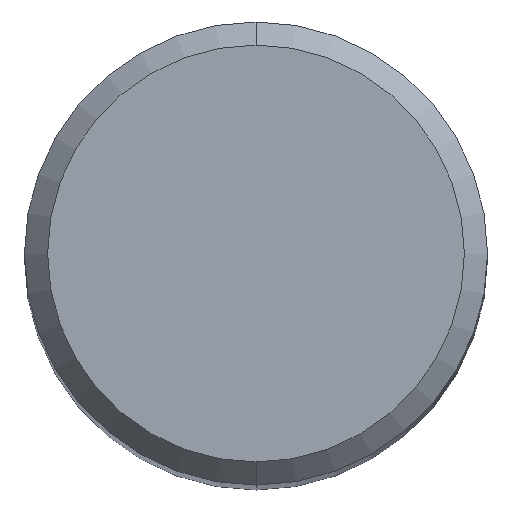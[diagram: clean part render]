
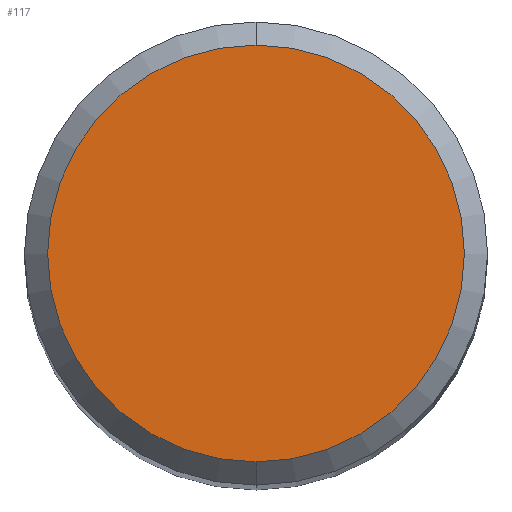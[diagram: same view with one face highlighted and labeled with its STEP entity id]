
A CAD part, top view. The second image highlights one B-rep face of the part: STEP entity #117.
In plain terms, the highlighted planar face has unit normal (0, 0, 1).
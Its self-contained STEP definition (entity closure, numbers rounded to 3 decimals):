
#117=ADVANCED_FACE('',(#271),#272,.T.);
#159=VERTEX_POINT('',#322);
#193=VERTEX_POINT('',#356);
#207=EDGE_CURVE('',#159,#193,#374,.T.);
#227=EDGE_CURVE('',#193,#159,#395,.T.);
#271=FACE_OUTER_BOUND('',#437,.T.);
#272=PLANE('',#438);
#322=CARTESIAN_POINT('',(0.,-3.6,0.0));
#356=CARTESIAN_POINT('',(0.0,3.6,0.0));
#374=CIRCLE('',#568,3.6);
#395=CIRCLE('',#597,3.6);
#437=EDGE_LOOP('',(#634,#635));
#438=AXIS2_PLACEMENT_3D('',#636,#637,#638);
#568=AXIS2_PLACEMENT_3D('',#769,#770,#771);
#597=AXIS2_PLACEMENT_3D('',#790,#791,#792);
#634=ORIENTED_EDGE('',*,*,#227,.F.);
#635=ORIENTED_EDGE('',*,*,#207,.F.);
#636=CARTESIAN_POINT('',(0.0,1.8,0.0));
#637=DIRECTION('',(-0.0,0.0,1.0));
#638=DIRECTION('',(0.0,-1.0,0.0));
#769=CARTESIAN_POINT('',(0.0,0.0,0.0));
#770=DIRECTION('',(0.0,0.0,-1.0));
#771=DIRECTION('',(0.0,1.0,0.0));
#790=CARTESIAN_POINT('',(0.0,0.0,0.0));
#791=DIRECTION('',(0.0,0.0,-1.0));
#792=DIRECTION('',(0.0,1.0,0.0));
